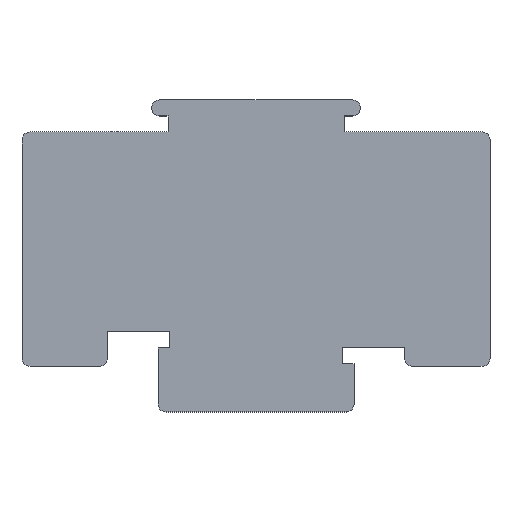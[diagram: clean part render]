
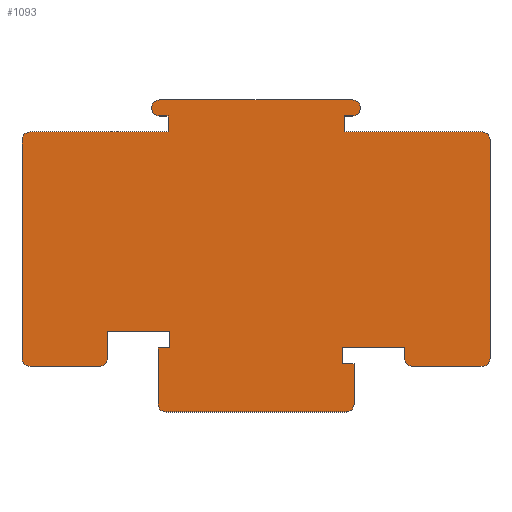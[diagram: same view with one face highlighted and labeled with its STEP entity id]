
A CAD part, top view. The second image highlights one B-rep face of the part: STEP entity #1093.
In plain terms, the highlighted planar face has unit normal (0, 0, 1).
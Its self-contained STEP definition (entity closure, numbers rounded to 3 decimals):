
#268=CARTESIAN_POINT('',(-28.25,34.,0.5));
#269=DIRECTION('',(0.,0.,1.));
#270=DIRECTION('',(0.,1.,0.));
#271=AXIS2_PLACEMENT_3D('',#268,#269,#270);
#273=DIRECTION('',(-1.,0.,0.));
#274=VECTOR('',#273,17.25);
#275=CARTESIAN_POINT('',(-11.,35.,0.5));
#276=LINE('',#275,#274);
#277=DIRECTION('',(0.,-1.,0.));
#278=VECTOR('',#277,2.);
#279=CARTESIAN_POINT('',(-11.,37.,0.5));
#280=LINE('',#279,#278);
#281=DIRECTION('',(1.,0.,0.));
#282=VECTOR('',#281,1.05);
#283=CARTESIAN_POINT('',(-12.05,37.,0.5));
#284=LINE('',#283,#282);
#285=CARTESIAN_POINT('',(-12.05,38.,0.5));
#286=DIRECTION('',(0.,0.,1.));
#287=DIRECTION('',(0.,1.,0.));
#288=AXIS2_PLACEMENT_3D('',#285,#286,#287);
#290=DIRECTION('',(-1.,0.,0.));
#291=VECTOR('',#290,24.1);
#292=CARTESIAN_POINT('',(12.05,39.,0.5));
#293=LINE('',#292,#291);
#294=CARTESIAN_POINT('',(12.05,38.,0.5));
#295=DIRECTION('',(0.,0.,1.));
#296=DIRECTION('',(0.,-1.,0.));
#297=AXIS2_PLACEMENT_3D('',#294,#295,#296);
#299=DIRECTION('',(1.,0.,0.));
#300=VECTOR('',#299,1.05);
#301=CARTESIAN_POINT('',(11.,37.,0.5));
#302=LINE('',#301,#300);
#303=DIRECTION('',(0.,1.,0.));
#304=VECTOR('',#303,2.);
#305=CARTESIAN_POINT('',(11.,35.,0.5));
#306=LINE('',#305,#304);
#307=DIRECTION('',(-1.,0.,0.));
#308=VECTOR('',#307,17.25);
#309=CARTESIAN_POINT('',(28.25,35.,0.5));
#310=LINE('',#309,#308);
#311=CARTESIAN_POINT('',(28.25,34.,0.5));
#312=DIRECTION('',(0.,0.,1.));
#313=DIRECTION('',(1.,0.,0.));
#314=AXIS2_PLACEMENT_3D('',#311,#312,#313);
#316=DIRECTION('',(0.,1.,0.));
#317=VECTOR('',#316,27.3);
#318=CARTESIAN_POINT('',(29.25,6.7,0.5));
#319=LINE('',#318,#317);
#320=CARTESIAN_POINT('',(28.25,6.7,0.5));
#321=DIRECTION('',(0.,0.,1.));
#322=DIRECTION('',(0.,-1.,0.));
#323=AXIS2_PLACEMENT_3D('',#320,#321,#322);
#325=DIRECTION('',(1.,0.,0.));
#326=VECTOR('',#325,8.65);
#327=CARTESIAN_POINT('',(19.6,5.7,0.5));
#328=LINE('',#327,#326);
#329=CARTESIAN_POINT('',(19.6,6.7,0.5));
#330=DIRECTION('',(0.,0.,1.));
#331=DIRECTION('',(-1.,0.,0.));
#332=AXIS2_PLACEMENT_3D('',#329,#330,#331);
#334=DIRECTION('',(0.,-1.,0.));
#335=VECTOR('',#334,1.4);
#336=CARTESIAN_POINT('',(18.6,8.1,0.5));
#337=LINE('',#336,#335);
#338=DIRECTION('',(1.,0.,0.));
#339=VECTOR('',#338,7.8);
#340=CARTESIAN_POINT('',(10.8,8.1,0.5));
#341=LINE('',#340,#339);
#342=DIRECTION('',(0.,1.,0.));
#343=VECTOR('',#342,2.1);
#344=CARTESIAN_POINT('',(10.8,6.,0.5));
#345=LINE('',#344,#343);
#346=DIRECTION('',(-1.,0.,0.));
#347=VECTOR('',#346,1.45);
#348=CARTESIAN_POINT('',(12.25,6.,0.5));
#349=LINE('',#348,#347);
#350=DIRECTION('',(0.,1.,0.));
#351=VECTOR('',#350,5.);
#352=CARTESIAN_POINT('',(12.25,1.,0.5));
#353=LINE('',#352,#351);
#354=CARTESIAN_POINT('',(11.25,1.,0.5));
#355=DIRECTION('',(0.,0.,1.));
#356=DIRECTION('',(0.,-1.,0.));
#357=AXIS2_PLACEMENT_3D('',#354,#355,#356);
#359=DIRECTION('',(1.,0.,0.));
#360=VECTOR('',#359,22.5);
#361=CARTESIAN_POINT('',(-11.25,0.,0.5));
#362=LINE('',#361,#360);
#363=CARTESIAN_POINT('',(-11.25,1.,0.5));
#364=DIRECTION('',(0.,0.,1.));
#365=DIRECTION('',(-1.,0.,0.));
#366=AXIS2_PLACEMENT_3D('',#363,#364,#365);
#368=DIRECTION('',(0.,-1.,0.));
#369=VECTOR('',#368,7.);
#370=CARTESIAN_POINT('',(-12.25,8.,0.5));
#371=LINE('',#370,#369);
#372=DIRECTION('',(-1.,0.,0.));
#373=VECTOR('',#372,1.45);
#374=CARTESIAN_POINT('',(-10.8,8.,0.5));
#375=LINE('',#374,#373);
#376=DIRECTION('',(0.,-1.,0.));
#377=VECTOR('',#376,2.1);
#378=CARTESIAN_POINT('',(-10.8,10.1,0.5));
#379=LINE('',#378,#377);
#380=DIRECTION('',(1.,0.,0.));
#381=VECTOR('',#380,7.8);
#382=CARTESIAN_POINT('',(-18.6,10.1,0.5));
#383=LINE('',#382,#381);
#384=DIRECTION('',(0.,1.,0.));
#385=VECTOR('',#384,3.4);
#386=CARTESIAN_POINT('',(-18.6,6.7,0.5));
#387=LINE('',#386,#385);
#388=CARTESIAN_POINT('',(-19.6,6.7,0.5));
#389=DIRECTION('',(0.,0.,1.));
#390=DIRECTION('',(0.,-1.,0.));
#391=AXIS2_PLACEMENT_3D('',#388,#389,#390);
#393=DIRECTION('',(1.,0.,0.));
#394=VECTOR('',#393,8.65);
#395=CARTESIAN_POINT('',(-28.25,5.7,0.5));
#396=LINE('',#395,#394);
#397=CARTESIAN_POINT('',(-28.25,6.7,0.5));
#398=DIRECTION('',(0.,0.,1.));
#399=DIRECTION('',(-1.,0.,0.));
#400=AXIS2_PLACEMENT_3D('',#397,#398,#399);
#402=DIRECTION('',(0.,-1.,0.));
#403=VECTOR('',#402,27.3);
#404=CARTESIAN_POINT('',(-29.25,34.,0.5));
#405=LINE('',#404,#403);
#426=CARTESIAN_POINT('',(12.25,6.,0.5));
#427=CARTESIAN_POINT('',(10.8,6.,0.5));
#428=VERTEX_POINT('',#426);
#429=VERTEX_POINT('',#427);
#430=CARTESIAN_POINT('',(10.8,8.1,0.5));
#431=VERTEX_POINT('',#430);
#432=CARTESIAN_POINT('',(18.6,8.1,0.5));
#433=VERTEX_POINT('',#432);
#434=CARTESIAN_POINT('',(12.05,39.,0.5));
#435=CARTESIAN_POINT('',(-12.05,39.,0.5));
#436=VERTEX_POINT('',#434);
#437=VERTEX_POINT('',#435);
#438=CARTESIAN_POINT('',(-18.6,10.1,0.5));
#439=CARTESIAN_POINT('',(-10.8,10.1,0.5));
#440=VERTEX_POINT('',#438);
#441=VERTEX_POINT('',#439);
#442=CARTESIAN_POINT('',(-10.8,8.,0.5));
#443=VERTEX_POINT('',#442);
#444=CARTESIAN_POINT('',(-12.25,8.,0.5));
#445=VERTEX_POINT('',#444);
#458=CARTESIAN_POINT('',(11.,35.,0.5));
#459=CARTESIAN_POINT('',(11.,37.,0.5));
#460=VERTEX_POINT('',#458);
#461=VERTEX_POINT('',#459);
#462=CARTESIAN_POINT('',(12.05,37.,0.5));
#463=VERTEX_POINT('',#462);
#464=CARTESIAN_POINT('',(-12.05,37.,0.5));
#465=VERTEX_POINT('',#464);
#466=CARTESIAN_POINT('',(-11.,37.,0.5));
#467=VERTEX_POINT('',#466);
#468=CARTESIAN_POINT('',(-11.,35.,0.5));
#469=VERTEX_POINT('',#468);
#474=CARTESIAN_POINT('',(-28.25,35.,0.5));
#475=VERTEX_POINT('',#474);
#476=CARTESIAN_POINT('',(-29.25,34.,0.5));
#477=VERTEX_POINT('',#476);
#482=CARTESIAN_POINT('',(-29.25,6.7,0.5));
#483=VERTEX_POINT('',#482);
#484=CARTESIAN_POINT('',(-28.25,5.7,0.5));
#485=VERTEX_POINT('',#484);
#490=CARTESIAN_POINT('',(-19.6,5.7,0.5));
#491=VERTEX_POINT('',#490);
#492=CARTESIAN_POINT('',(-18.6,6.7,0.5));
#493=VERTEX_POINT('',#492);
#498=CARTESIAN_POINT('',(-12.25,1.,0.5));
#499=VERTEX_POINT('',#498);
#500=CARTESIAN_POINT('',(-11.25,0.,0.5));
#501=VERTEX_POINT('',#500);
#506=CARTESIAN_POINT('',(11.25,0.,0.5));
#507=VERTEX_POINT('',#506);
#508=CARTESIAN_POINT('',(12.25,1.,0.5));
#509=VERTEX_POINT('',#508);
#514=CARTESIAN_POINT('',(18.6,6.7,0.5));
#515=VERTEX_POINT('',#514);
#516=CARTESIAN_POINT('',(19.6,5.7,0.5));
#517=VERTEX_POINT('',#516);
#522=CARTESIAN_POINT('',(28.25,5.7,0.5));
#523=VERTEX_POINT('',#522);
#524=CARTESIAN_POINT('',(29.25,6.7,0.5));
#525=VERTEX_POINT('',#524);
#530=CARTESIAN_POINT('',(29.25,34.,0.5));
#531=VERTEX_POINT('',#530);
#532=CARTESIAN_POINT('',(28.25,35.,0.5));
#533=VERTEX_POINT('',#532);
#1054=CARTESIAN_POINT('',(0.,0.,0.5));
#1055=DIRECTION('',(0.,0.,1.));
#1056=DIRECTION('',(1.,0.,0.));
#1057=AXIS2_PLACEMENT_3D('',#1054,#1055,#1056);
#1058=PLANE('',#1057);
#1059=ORIENTED_EDGE('',*,*,#614,.F.);
#1060=ORIENTED_EDGE('',*,*,#630,.F.);
#1061=ORIENTED_EDGE('',*,*,#643,.F.);
#1062=ORIENTED_EDGE('',*,*,#657,.F.);
#1063=ORIENTED_EDGE('',*,*,#671,.F.);
#1064=ORIENTED_EDGE('',*,*,#685,.F.);
#1065=ORIENTED_EDGE('',*,*,#699,.F.);
#1066=ORIENTED_EDGE('',*,*,#713,.F.);
#1067=ORIENTED_EDGE('',*,*,#727,.F.);
#1068=ORIENTED_EDGE('',*,*,#740,.F.);
#1069=ORIENTED_EDGE('',*,*,#755,.F.);
#1070=ORIENTED_EDGE('',*,*,#768,.F.);
#1071=ORIENTED_EDGE('',*,*,#783,.F.);
#1072=ORIENTED_EDGE('',*,*,#796,.F.);
#1073=ORIENTED_EDGE('',*,*,#811,.F.);
#1074=ORIENTED_EDGE('',*,*,#826,.F.);
#1075=ORIENTED_EDGE('',*,*,#839,.F.);
#1076=ORIENTED_EDGE('',*,*,#853,.F.);
#1077=ORIENTED_EDGE('',*,*,#867,.F.);
#1078=ORIENTED_EDGE('',*,*,#880,.F.);
#1079=ORIENTED_EDGE('',*,*,#895,.F.);
#1080=ORIENTED_EDGE('',*,*,#908,.F.);
#1081=ORIENTED_EDGE('',*,*,#923,.F.);
#1082=ORIENTED_EDGE('',*,*,#938,.F.);
#1083=ORIENTED_EDGE('',*,*,#951,.F.);
#1084=ORIENTED_EDGE('',*,*,#965,.F.);
#1085=ORIENTED_EDGE('',*,*,#979,.F.);
#1086=ORIENTED_EDGE('',*,*,#992,.F.);
#1087=ORIENTED_EDGE('',*,*,#1007,.F.);
#1088=ORIENTED_EDGE('',*,*,#1020,.F.);
#1089=ORIENTED_EDGE('',*,*,#1035,.F.);
#1090=ORIENTED_EDGE('',*,*,#1047,.F.);
#1091=EDGE_LOOP('',(#1059,#1060,#1061,#1062,#1063,#1064,#1065,#1066,#1067,#1068,
#1069,#1070,#1071,#1072,#1073,#1074,#1075,#1076,#1077,#1078,#1079,#1080,#1081,
#1082,#1083,#1084,#1085,#1086,#1087,#1088,#1089,#1090));
#1092=FACE_OUTER_BOUND('',#1091,.F.);
#1093=ADVANCED_FACE('',(#1092),#1058,.T.);
#272=CIRCLE('',#271,1.);
#289=CIRCLE('',#288,1.);
#298=CIRCLE('',#297,1.);
#315=CIRCLE('',#314,1.);
#324=CIRCLE('',#323,1.);
#333=CIRCLE('',#332,1.);
#358=CIRCLE('',#357,1.);
#367=CIRCLE('',#366,1.);
#392=CIRCLE('',#391,1.);
#401=CIRCLE('',#400,1.);
#614=EDGE_CURVE('',#475,#477,#272,.T.);
#630=EDGE_CURVE('',#469,#475,#276,.T.);
#643=EDGE_CURVE('',#467,#469,#280,.T.);
#657=EDGE_CURVE('',#465,#467,#284,.T.);
#671=EDGE_CURVE('',#437,#465,#289,.T.);
#685=EDGE_CURVE('',#436,#437,#293,.T.);
#699=EDGE_CURVE('',#463,#436,#298,.T.);
#713=EDGE_CURVE('',#461,#463,#302,.T.);
#727=EDGE_CURVE('',#460,#461,#306,.T.);
#740=EDGE_CURVE('',#533,#460,#310,.T.);
#755=EDGE_CURVE('',#531,#533,#315,.T.);
#768=EDGE_CURVE('',#525,#531,#319,.T.);
#783=EDGE_CURVE('',#523,#525,#324,.T.);
#796=EDGE_CURVE('',#517,#523,#328,.T.);
#811=EDGE_CURVE('',#515,#517,#333,.T.);
#826=EDGE_CURVE('',#433,#515,#337,.T.);
#839=EDGE_CURVE('',#431,#433,#341,.T.);
#853=EDGE_CURVE('',#429,#431,#345,.T.);
#867=EDGE_CURVE('',#428,#429,#349,.T.);
#880=EDGE_CURVE('',#509,#428,#353,.T.);
#895=EDGE_CURVE('',#507,#509,#358,.T.);
#908=EDGE_CURVE('',#501,#507,#362,.T.);
#923=EDGE_CURVE('',#499,#501,#367,.T.);
#938=EDGE_CURVE('',#445,#499,#371,.T.);
#951=EDGE_CURVE('',#443,#445,#375,.T.);
#965=EDGE_CURVE('',#441,#443,#379,.T.);
#979=EDGE_CURVE('',#440,#441,#383,.T.);
#992=EDGE_CURVE('',#493,#440,#387,.T.);
#1007=EDGE_CURVE('',#491,#493,#392,.T.);
#1020=EDGE_CURVE('',#485,#491,#396,.T.);
#1035=EDGE_CURVE('',#483,#485,#401,.T.);
#1047=EDGE_CURVE('',#477,#483,#405,.T.);
